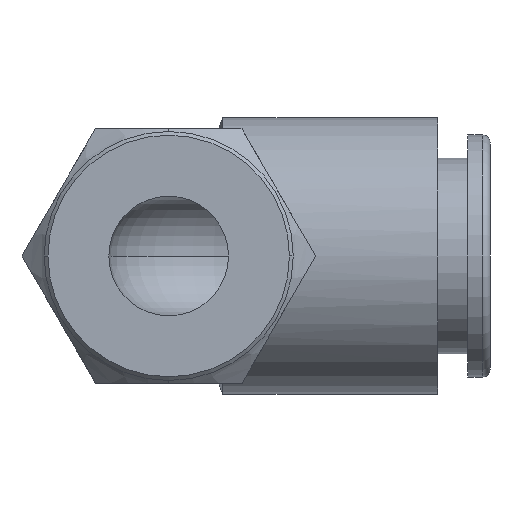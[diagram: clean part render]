
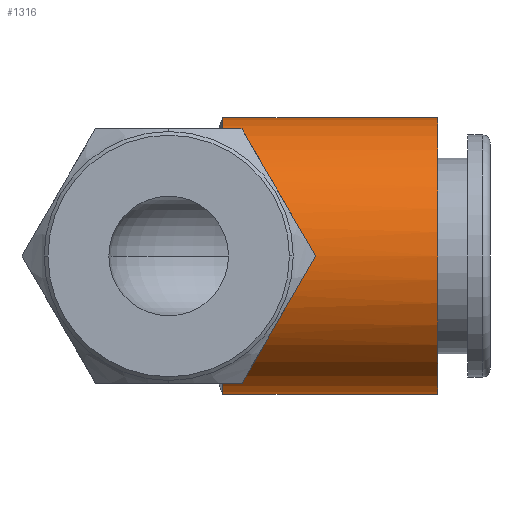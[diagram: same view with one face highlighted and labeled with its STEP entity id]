
A CAD part, front view. The second image highlights one B-rep face of the part: STEP entity #1316.
In plain terms, the highlighted cylindrical face has radius 9.25 mm (diameter 18.5 mm), a partial arc.
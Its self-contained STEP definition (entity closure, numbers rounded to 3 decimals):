
#5 = VERTEX_POINT ( 'NONE', #2113 ) ;
#13 = CARTESIAN_POINT ( 'NONE',  ( 3.619, -7.047, -5.992 ) ) ;
#43 = CARTESIAN_POINT ( 'NONE',  ( 6.188, -8.651, -3.285 ) ) ;
#61 = CARTESIAN_POINT ( 'NONE',  ( 5.178, -7.959, 4.72 ) ) ;
#83 = DIRECTION ( 'NONE',  ( 0., 0., -1. ) ) ;
#102 = VERTEX_POINT ( 'NONE', #949 ) ;
#172 = CIRCLE ( 'NONE', #1402, 9.25 ) ;
#221 = CARTESIAN_POINT ( 'NONE',  ( 6.978, -9.233, -0.636 ) ) ;
#226 = CIRCLE ( 'NONE', #852, 9.25 ) ;
#268 = B_SPLINE_CURVE_WITH_KNOTS ( 'NONE', 3,
 ( #1077, #2034, #1780, #1940, #1024, #469, #1370, #1681, #1881, #1833, #1246, #1243, #61, #2076, #956, #1362 ),
 .UNSPECIFIED., .F., .F.,
 ( 4, 2, 2, 2, 2, 2, 2, 4 ),
 ( 0.008, 0.008, 0.009, 0.01, 0.011, 0.012, 0.013, 0.015 ),
 .UNSPECIFIED. ) ;
#304 = CARTESIAN_POINT ( 'NONE',  ( 4.118, -7.303, -5.69 ) ) ;
#337 = DIRECTION ( 'NONE',  ( -1., 0., 0. ) ) ;
#404 = DIRECTION ( 'NONE',  ( -1., 0., 0. ) ) ;
#418 = VERTEX_POINT ( 'NONE', #1847 ) ;
#463 = EDGE_CURVE ( 'NONE', #5, #1445, #226, .T. ) ;
#469 = CARTESIAN_POINT ( 'NONE',  ( 6.666, -9., 2.159 ) ) ;
#526 = CARTESIAN_POINT ( 'NONE',  ( 18., 0., -9.25 ) ) ;
#618 = VERTEX_POINT ( 'NONE', #526 ) ;
#643 = ORIENTED_EDGE ( 'NONE', *, *, #891, .F. ) ;
#646 = ORIENTED_EDGE ( 'NONE', *, *, #754, .F. ) ;
#651 = ORIENTED_EDGE ( 'NONE', *, *, #463, .T. ) ;
#654 = ORIENTED_EDGE ( 'NONE', *, *, #1961, .T. ) ;
#659 = ORIENTED_EDGE ( 'NONE', *, *, #1660, .T. ) ;
#662 = ORIENTED_EDGE ( 'NONE', *, *, #1416, .F. ) ;
#667 = DIRECTION ( 'NONE',  ( 1., 0., 0. ) ) ;
#679 = CARTESIAN_POINT ( 'NONE',  ( 6.893, -9.169, -1.26 ) ) ;
#701 = CARTESIAN_POINT ( 'NONE',  ( 3.619, 0., 0. ) ) ;
#754 = EDGE_CURVE ( 'NONE', #1228, #1445, #268, .T. ) ;
#768 = EDGE_CURVE ( 'NONE', #102, #618, #172, .T. ) ;
#802 = CARTESIAN_POINT ( 'NONE',  ( 7., -9.25, 0. ) ) ;
#852 = AXIS2_PLACEMENT_3D ( 'NONE', #701, #667, #1281 ) ;
#858 = CARTESIAN_POINT ( 'NONE',  ( 5.889, -8.44, -3.796 ) ) ;
#888 = CARTESIAN_POINT ( 'NONE',  ( 3.619, 0., 0. ) ) ;
#891 = EDGE_CURVE ( 'NONE', #1410, #1228, #1269, .T. ) ;
#900 = DIRECTION ( 'NONE',  ( 1., 0., 0. ) ) ;
#949 = CARTESIAN_POINT ( 'NONE',  ( 18., 0., 9.25 ) ) ;
#956 = CARTESIAN_POINT ( 'NONE',  ( 4.118, -7.303, 5.691 ) ) ;
#1024 = CARTESIAN_POINT ( 'NONE',  ( 6.831, -9.122, 1.561 ) ) ;
#1029 = EDGE_LOOP ( 'NONE', ( #662, #1168, #654, #651, #646, #643, #659 ) ) ;
#1077 = CARTESIAN_POINT ( 'NONE',  ( 7., -9.25, 0. ) ) ;
#1115 = CARTESIAN_POINT ( 'NONE',  ( 44.163, 0., 0. ) ) ;
#1127 = DIRECTION ( 'NONE',  ( 0., 0., 1. ) ) ;
#1168 = ORIENTED_EDGE ( 'NONE', *, *, #768, .F. ) ;
#1223 = DIRECTION ( 'NONE',  ( -1., 0., 0. ) ) ;
#1228 = VERTEX_POINT ( 'NONE', #802 ) ;
#1243 = CARTESIAN_POINT ( 'NONE',  ( 5.37, -8.086, 4.5 ) ) ;
#1246 = CARTESIAN_POINT ( 'NONE',  ( 5.726, -8.327, 4.037 ) ) ;
#1269 = B_SPLINE_CURVE_WITH_KNOTS ( 'NONE', 3,
 ( #1890, #304, #1342, #1671, #1861, #1329, #858, #43, #1643, #1533, #1570, #1983, #679, #221, #1829, #1931 ),
 .UNSPECIFIED., .F., .F.,
 ( 4, 2, 2, 2, 2, 2, 2, 4 ),
 ( 0., 0.002, 0.003, 0.004, 0.005, 0.006, 0.007, 0.008 ),
 .UNSPECIFIED. ) ;
#1273 = CARTESIAN_POINT ( 'NONE',  ( 44.163, 0., -9.25 ) ) ;
#1281 = DIRECTION ( 'NONE',  ( 0., 0., -1. ) ) ;
#1316 = ADVANCED_FACE ( 'NONE', ( #2025 ), #1772, .T. ) ;
#1329 = CARTESIAN_POINT ( 'NONE',  ( 5.724, -8.325, -4.04 ) ) ;
#1342 = CARTESIAN_POINT ( 'NONE',  ( 4.566, -7.57, -5.337 ) ) ;
#1362 = CARTESIAN_POINT ( 'NONE',  ( 3.619, -7.047, 5.992 ) ) ;
#1370 = CARTESIAN_POINT ( 'NONE',  ( 6.565, -8.925, 2.448 ) ) ;
#1402 = AXIS2_PLACEMENT_3D ( 'NONE', #2091, #1529, #2067 ) ;
#1410 = VERTEX_POINT ( 'NONE', #13 ) ;
#1416 = EDGE_CURVE ( 'NONE', #618, #418, #1898, .T. ) ;
#1425 = CARTESIAN_POINT ( 'NONE',  ( 44.163, 0., 9.25 ) ) ;
#1445 = VERTEX_POINT ( 'NONE', #1493 ) ;
#1493 = CARTESIAN_POINT ( 'NONE',  ( 3.619, -7.047, 5.992 ) ) ;
#1529 = DIRECTION ( 'NONE',  ( 1., 0., 0. ) ) ;
#1533 = CARTESIAN_POINT ( 'NONE',  ( 6.562, -8.923, -2.457 ) ) ;
#1570 = CARTESIAN_POINT ( 'NONE',  ( 6.665, -8.999, -2.162 ) ) ;
#1643 = CARTESIAN_POINT ( 'NONE',  ( 6.323, -8.749, -3.018 ) ) ;
#1660 = EDGE_CURVE ( 'NONE', #1410, #418, #1843, .T. ) ;
#1663 = AXIS2_PLACEMENT_3D ( 'NONE', #888, #900, #83 ) ;
#1671 = CARTESIAN_POINT ( 'NONE',  ( 5.173, -7.956, -4.725 ) ) ;
#1681 = CARTESIAN_POINT ( 'NONE',  ( 6.328, -8.752, 3.008 ) ) ;
#1772 = CYLINDRICAL_SURFACE ( 'NONE', #1812, 9.25 ) ;
#1780 = CARTESIAN_POINT ( 'NONE',  ( 6.979, -9.234, 0.628 ) ) ;
#1805 = LINE ( 'NONE', #1425, #1806 ) ;
#1806 = VECTOR ( 'NONE', #1223, 1000. ) ;
#1812 = AXIS2_PLACEMENT_3D ( 'NONE', #1115, #337, #1127 ) ;
#1829 = CARTESIAN_POINT ( 'NONE',  ( 7., -9.25, -0.316 ) ) ;
#1833 = CARTESIAN_POINT ( 'NONE',  ( 5.89, -8.441, 3.794 ) ) ;
#1843 = CIRCLE ( 'NONE', #1663, 9.25 ) ;
#1847 = CARTESIAN_POINT ( 'NONE',  ( 3.619, 0., -9.25 ) ) ;
#1861 = CARTESIAN_POINT ( 'NONE',  ( 5.365, -8.082, -4.506 ) ) ;
#1881 = CARTESIAN_POINT ( 'NONE',  ( 6.191, -8.654, 3.28 ) ) ;
#1890 = CARTESIAN_POINT ( 'NONE',  ( 3.619, -7.047, -5.992 ) ) ;
#1898 = LINE ( 'NONE', #1273, #1913 ) ;
#1913 = VECTOR ( 'NONE', #404, 1000. ) ;
#1931 = CARTESIAN_POINT ( 'NONE',  ( 7., -9.25, 0. ) ) ;
#1940 = CARTESIAN_POINT ( 'NONE',  ( 6.895, -9.17, 1.25 ) ) ;
#1961 = EDGE_CURVE ( 'NONE', #102, #5, #1805, .T. ) ;
#1983 = CARTESIAN_POINT ( 'NONE',  ( 6.83, -9.122, -1.566 ) ) ;
#2025 = FACE_OUTER_BOUND ( 'NONE', #1029, .T. ) ;
#2034 = CARTESIAN_POINT ( 'NONE',  ( 7., -9.25, 0.315 ) ) ;
#2067 = DIRECTION ( 'NONE',  ( 0., 0., -1. ) ) ;
#2076 = CARTESIAN_POINT ( 'NONE',  ( 4.567, -7.571, 5.337 ) ) ;
#2091 = CARTESIAN_POINT ( 'NONE',  ( 18., 0., 0. ) ) ;
#2113 = CARTESIAN_POINT ( 'NONE',  ( 3.619, 0., 9.25 ) ) ;
